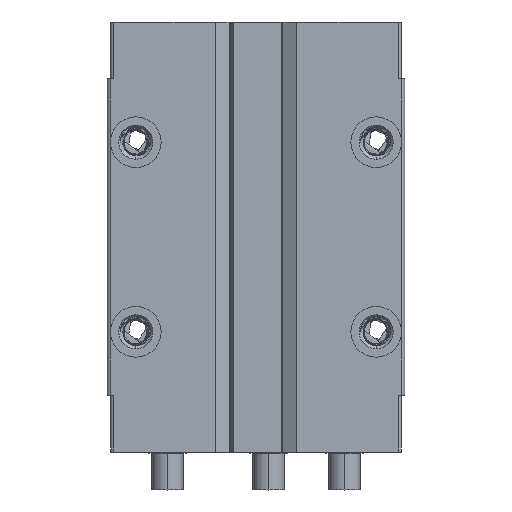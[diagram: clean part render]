
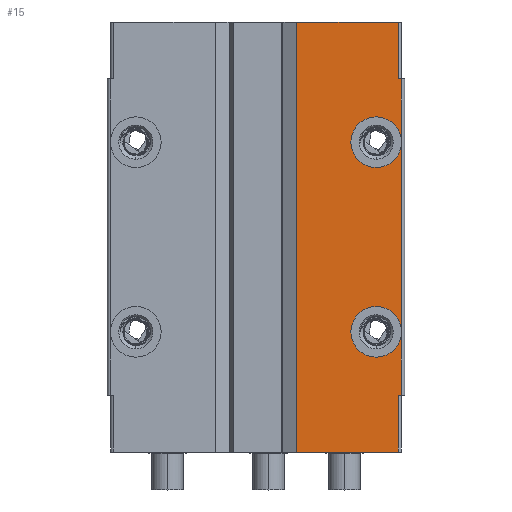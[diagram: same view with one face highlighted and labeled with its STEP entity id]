
A CAD part, front view. The second image highlights one B-rep face of the part: STEP entity #15.
In plain terms, the highlighted planar face has unit normal (0, -1, 0).
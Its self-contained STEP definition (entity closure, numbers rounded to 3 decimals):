
#15 = ADVANCED_FACE ( 'NONE', ( #4036 ), #7534, .T. ) ;
#169 = VERTEX_POINT ( 'NONE', #4303 ) ;
#182 = EDGE_CURVE ( 'NONE', #21314, #24504, #11908, .T. ) ;
#200 = CARTESIAN_POINT ( 'NONE',  ( 23., 4., -25. ) ) ;
#436 = ORIENTED_EDGE ( 'NONE', *, *, #2395, .T. ) ;
#538 = EDGE_CURVE ( 'NONE', #9874, #169, #13997, .T. ) ;
#593 = DIRECTION ( 'NONE',  ( -1., 0., 0. ) ) ;
#665 = VECTOR ( 'NONE', #22590, 1000. ) ;
#682 = CARTESIAN_POINT ( 'NONE',  ( 23., 4., 34. ) ) ;
#815 = CARTESIAN_POINT ( 'NONE',  ( 23., 4., 25. ) ) ;
#884 = DIRECTION ( 'NONE',  ( 0., 0., 1. ) ) ;
#1399 = CARTESIAN_POINT ( 'NONE',  ( 6.45, 4., -25. ) ) ;
#1633 = EDGE_CURVE ( 'NONE', #10076, #21314, #17915, .T. ) ;
#1736 = CARTESIAN_POINT ( 'NONE',  ( 23., 4., -15. ) ) ;
#2041 = DIRECTION ( 'NONE',  ( 0., 1., 0. ) ) ;
#2047 = CARTESIAN_POINT ( 'NONE',  ( 23., 4., -34. ) ) ;
#2180 = DIRECTION ( 'NONE',  ( 0., 0., 1. ) ) ;
#2395 = EDGE_CURVE ( 'NONE', #24504, #21314, #20367, .T. ) ;
#2614 = CARTESIAN_POINT ( 'NONE',  ( 15., 4., 15. ) ) ;
#2774 = CARTESIAN_POINT ( 'NONE',  ( 22.5, 4., -34. ) ) ;
#3410 = CARTESIAN_POINT ( 'NONE',  ( 15., 4., -15. ) ) ;
#3469 = VERTEX_POINT ( 'NONE', #815 ) ;
#3509 = VERTEX_POINT ( 'NONE', #16289 ) ;
#4001 = EDGE_CURVE ( 'NONE', #16233, #21986, #8497, .T. ) ;
#4036 = FACE_OUTER_BOUND ( 'NONE', #7366, .T. ) ;
#4133 = DIRECTION ( 'NONE',  ( 0., 1., 0. ) ) ;
#4194 = DIRECTION ( 'NONE',  ( -1., 0., 0. ) ) ;
#4201 = VECTOR ( 'NONE', #884, 1000. ) ;
#4215 = CARTESIAN_POINT ( 'NONE',  ( 19., 4., 15. ) ) ;
#4303 = CARTESIAN_POINT ( 'NONE',  ( 6.45, 4., 34. ) ) ;
#4684 = LINE ( 'NONE', #2047, #14353 ) ;
#4884 = AXIS2_PLACEMENT_3D ( 'NONE', #21980, #10395, #23858 ) ;
#5572 = CARTESIAN_POINT ( 'NONE',  ( 23., 4., -25. ) ) ;
#6339 = CIRCLE ( 'NONE', #17038, 4. ) ;
#6420 = CARTESIAN_POINT ( 'NONE',  ( 19., 4., -15. ) ) ;
#6650 = ORIENTED_EDGE ( 'NONE', *, *, #538, .T. ) ;
#7318 = ORIENTED_EDGE ( 'NONE', *, *, #12843, .T. ) ;
#7366 = EDGE_LOOP ( 'NONE', ( #7398, #7441, #436, #23769, #19838, #7886, #6650, #24626, #19116, #22956, #17636, #20448, #7318, #19225 ) ) ;
#7398 = ORIENTED_EDGE ( 'NONE', *, *, #1633, .T. ) ;
#7441 = ORIENTED_EDGE ( 'NONE', *, *, #182, .T. ) ;
#7534 = PLANE ( 'NONE',  #11137 ) ;
#7601 = VECTOR ( 'NONE', #13263, 1000. ) ;
#7784 = DIRECTION ( 'NONE',  ( 1., 0., 0. ) ) ;
#7886 = ORIENTED_EDGE ( 'NONE', *, *, #16259, .T. ) ;
#8267 = VERTEX_POINT ( 'NONE', #3410 ) ;
#8319 = LINE ( 'NONE', #11068, #13402 ) ;
#8387 = DIRECTION ( 'NONE',  ( -1., 0., 0. ) ) ;
#8497 = LINE ( 'NONE', #10020, #22648 ) ;
#8893 = LINE ( 'NONE', #200, #23044 ) ;
#9355 = DIRECTION ( 'NONE',  ( 0., -1., 0. ) ) ;
#9411 = DIRECTION ( 'NONE',  ( 0., 0., 1. ) ) ;
#9874 = VERTEX_POINT ( 'NONE', #16619 ) ;
#9881 = DIRECTION ( 'NONE',  ( -1., 0., 0. ) ) ;
#9962 = EDGE_CURVE ( 'NONE', #169, #15624, #20676, .T. ) ;
#10020 = CARTESIAN_POINT ( 'NONE',  ( 22.5, 4., -25. ) ) ;
#10076 = VERTEX_POINT ( 'NONE', #1736 ) ;
#10395 = DIRECTION ( 'NONE',  ( 0., 1., 0. ) ) ;
#10568 = CARTESIAN_POINT ( 'NONE',  ( 23., 4., -25. ) ) ;
#10814 = EDGE_CURVE ( 'NONE', #21986, #17432, #22416, .T. ) ;
#11007 = CIRCLE ( 'NONE', #4884, 4. ) ;
#11068 = CARTESIAN_POINT ( 'NONE',  ( 0.035, 4., 25. ) ) ;
#11137 = AXIS2_PLACEMENT_3D ( 'NONE', #10568, #9355, #9881 ) ;
#11908 = CIRCLE ( 'NONE', #16337, 4. ) ;
#11943 = CARTESIAN_POINT ( 'NONE',  ( 6.45, 4., -34. ) ) ;
#12463 = CARTESIAN_POINT ( 'NONE',  ( 22.5, 4., -25. ) ) ;
#12748 = VECTOR ( 'NONE', #23400, 1000. ) ;
#12843 = EDGE_CURVE ( 'NONE', #10076, #8267, #6339, .T. ) ;
#13263 = DIRECTION ( 'NONE',  ( 1., 0., 0. ) ) ;
#13358 = VECTOR ( 'NONE', #593, 1000. ) ;
#13402 = VECTOR ( 'NONE', #24507, 1000. ) ;
#13580 = CARTESIAN_POINT ( 'NONE',  ( 19., 4., 15. ) ) ;
#13888 = DIRECTION ( 'NONE',  ( 0., 0., 1. ) ) ;
#13997 = LINE ( 'NONE', #682, #13358 ) ;
#14353 = VECTOR ( 'NONE', #7784, 1000. ) ;
#14390 = LINE ( 'NONE', #22730, #23425 ) ;
#15558 = DIRECTION ( 'NONE',  ( -1., 0., 0. ) ) ;
#15624 = VERTEX_POINT ( 'NONE', #11943 ) ;
#16228 = CARTESIAN_POINT ( 'NONE',  ( 22.5, 4., -25. ) ) ;
#16233 = VERTEX_POINT ( 'NONE', #2774 ) ;
#16259 = EDGE_CURVE ( 'NONE', #3509, #9874, #22895, .T. ) ;
#16289 = CARTESIAN_POINT ( 'NONE',  ( 22.5, 4., 25. ) ) ;
#16337 = AXIS2_PLACEMENT_3D ( 'NONE', #4215, #4133, #4194 ) ;
#16619 = CARTESIAN_POINT ( 'NONE',  ( 22.5, 4., 34. ) ) ;
#17038 = AXIS2_PLACEMENT_3D ( 'NONE', #6420, #19993, #8387 ) ;
#17432 = VERTEX_POINT ( 'NONE', #24672 ) ;
#17636 = ORIENTED_EDGE ( 'NONE', *, *, #10814, .T. ) ;
#17915 = LINE ( 'NONE', #21531, #12748 ) ;
#18154 = AXIS2_PLACEMENT_3D ( 'NONE', #13580, #2041, #15558 ) ;
#19116 = ORIENTED_EDGE ( 'NONE', *, *, #21031, .T. ) ;
#19225 = ORIENTED_EDGE ( 'NONE', *, *, #21960, .T. ) ;
#19838 = ORIENTED_EDGE ( 'NONE', *, *, #21617, .F. ) ;
#19935 = CARTESIAN_POINT ( 'NONE',  ( 23., 4., 15. ) ) ;
#19993 = DIRECTION ( 'NONE',  ( 0., 1., 0. ) ) ;
#20367 = CIRCLE ( 'NONE', #18154, 4. ) ;
#20448 = ORIENTED_EDGE ( 'NONE', *, *, #24267, .T. ) ;
#20676 = LINE ( 'NONE', #1399, #665 ) ;
#21031 = EDGE_CURVE ( 'NONE', #15624, #16233, #4684, .T. ) ;
#21314 = VERTEX_POINT ( 'NONE', #19935 ) ;
#21531 = CARTESIAN_POINT ( 'NONE',  ( 23., 4., -25. ) ) ;
#21617 = EDGE_CURVE ( 'NONE', #3509, #3469, #8319, .T. ) ;
#21960 = EDGE_CURVE ( 'NONE', #8267, #10076, #11007, .T. ) ;
#21980 = CARTESIAN_POINT ( 'NONE',  ( 19., 4., -15. ) ) ;
#21986 = VERTEX_POINT ( 'NONE', #16228 ) ;
#22416 = LINE ( 'NONE', #5572, #7601 ) ;
#22533 = EDGE_CURVE ( 'NONE', #21314, #3469, #8893, .T. ) ;
#22590 = DIRECTION ( 'NONE',  ( 0., 0., -1. ) ) ;
#22648 = VECTOR ( 'NONE', #13888, 1000. ) ;
#22730 = CARTESIAN_POINT ( 'NONE',  ( 23., 4., -25. ) ) ;
#22895 = LINE ( 'NONE', #12463, #4201 ) ;
#22956 = ORIENTED_EDGE ( 'NONE', *, *, #4001, .T. ) ;
#23044 = VECTOR ( 'NONE', #2180, 1000. ) ;
#23400 = DIRECTION ( 'NONE',  ( 0., 0., 1. ) ) ;
#23425 = VECTOR ( 'NONE', #9411, 1000. ) ;
#23769 = ORIENTED_EDGE ( 'NONE', *, *, #22533, .T. ) ;
#23858 = DIRECTION ( 'NONE',  ( -1., 0., 0. ) ) ;
#24267 = EDGE_CURVE ( 'NONE', #17432, #10076, #14390, .T. ) ;
#24504 = VERTEX_POINT ( 'NONE', #2614 ) ;
#24507 = DIRECTION ( 'NONE',  ( 1., 0., 0. ) ) ;
#24626 = ORIENTED_EDGE ( 'NONE', *, *, #9962, .T. ) ;
#24672 = CARTESIAN_POINT ( 'NONE',  ( 23., 4., -25. ) ) ;
